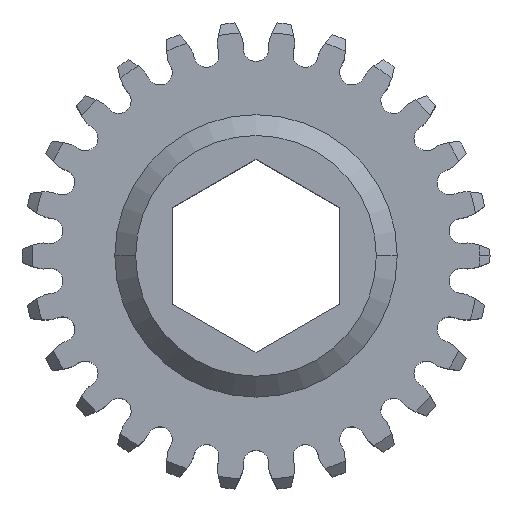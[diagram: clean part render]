
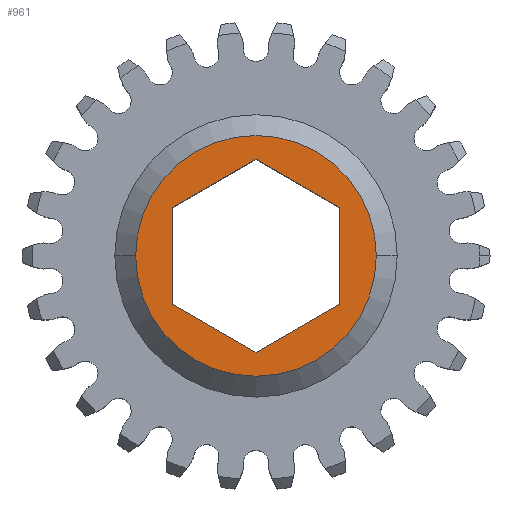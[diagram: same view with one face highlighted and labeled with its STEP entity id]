
A CAD part, top view. The second image highlights one B-rep face of the part: STEP entity #961.
In plain terms, the highlighted planar face has unit normal (0, 0, 1).
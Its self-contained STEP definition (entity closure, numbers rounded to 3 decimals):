
#67 = AXIS2_PLACEMENT_3D ( 'NONE', #4393, #2430, #393 ) ;
#224 = EDGE_LOOP ( 'NONE', ( #5653, #11091 ) ) ;
#336 = EDGE_CURVE ( 'NONE', #11571, #3757, #1394, .T. ) ;
#387 = AXIS2_PLACEMENT_3D ( 'NONE', #11539, #6601, #4682 ) ;
#391 = VERTEX_POINT ( 'NONE', #11364 ) ;
#393 = DIRECTION ( 'NONE',  ( -1., 0., 0. ) ) ;
#449 = CARTESIAN_POINT ( 'NONE',  ( 3.175, -5.499, 6.35 ) ) ;
#549 = CARTESIAN_POINT ( 'NONE',  ( 6.35, 0., 6.35 ) ) ;
#763 = CARTESIAN_POINT ( 'NONE',  ( 9.144, 0., 6.35 ) ) ;
#920 = PLANE ( 'NONE',  #6873 ) ;
#961 = ADVANCED_FACE ( 'NONE', ( #6704, #5754 ), #920, .T. ) ;
#1040 = DIRECTION ( 'NONE',  ( 1., 0., 0. ) ) ;
#1394 = LINE ( 'NONE', #449, #4825 ) ;
#2313 = EDGE_CURVE ( 'NONE', #3757, #391, #7527, .T. ) ;
#2373 = CARTESIAN_POINT ( 'NONE',  ( 0., 7.332, 6.35 ) ) ;
#2430 = DIRECTION ( 'NONE',  ( 0., 0., -1. ) ) ;
#2928 = LINE ( 'NONE', #6804, #5714 ) ;
#2984 = DIRECTION ( 'NONE',  ( -0.866, -0.5, 0. ) ) ;
#3138 = EDGE_LOOP ( 'NONE', ( #5935, #10647, #12405, #4176, #10221, #12274 ) ) ;
#3757 = VERTEX_POINT ( 'NONE', #5212 ) ;
#3844 = DIRECTION ( 'NONE',  ( 0., 0., 1. ) ) ;
#4022 = CARTESIAN_POINT ( 'NONE',  ( -9.144, 0., 6.35 ) ) ;
#4158 = EDGE_CURVE ( 'NONE', #11953, #6968, #9912, .T. ) ;
#4176 = ORIENTED_EDGE ( 'NONE', *, *, #11765, .F. ) ;
#4393 = CARTESIAN_POINT ( 'NONE',  ( 0., 0., 6.35 ) ) ;
#4682 = DIRECTION ( 'NONE',  ( -1., 0., 0. ) ) ;
#4825 = VECTOR ( 'NONE', #6426, 1000. ) ;
#5212 = CARTESIAN_POINT ( 'NONE',  ( 6.35, -3.666, 6.35 ) ) ;
#5653 = ORIENTED_EDGE ( 'NONE', *, *, #4158, .F. ) ;
#5714 = VECTOR ( 'NONE', #9017, 1000. ) ;
#5722 = EDGE_CURVE ( 'NONE', #11628, #5733, #2928, .T. ) ;
#5733 = VERTEX_POINT ( 'NONE', #5982 ) ;
#5743 = CIRCLE ( 'NONE', #67, 9.144 ) ;
#5754 = FACE_OUTER_BOUND ( 'NONE', #224, .T. ) ;
#5935 = ORIENTED_EDGE ( 'NONE', *, *, #8552, .F. ) ;
#5982 = CARTESIAN_POINT ( 'NONE',  ( -6.35, -3.666, 6.35 ) ) ;
#6426 = DIRECTION ( 'NONE',  ( 0.866, 0.5, 0. ) ) ;
#6601 = DIRECTION ( 'NONE',  ( 0., 0., -1. ) ) ;
#6608 = CARTESIAN_POINT ( 'NONE',  ( -3.175, 5.499, 6.35 ) ) ;
#6630 = DIRECTION ( 'NONE',  ( 0.866, -0.5, 0. ) ) ;
#6704 = FACE_BOUND ( 'NONE', #3138, .T. ) ;
#6795 = VERTEX_POINT ( 'NONE', #2373 ) ;
#6804 = CARTESIAN_POINT ( 'NONE',  ( -6.35, 0., 6.35 ) ) ;
#6873 = AXIS2_PLACEMENT_3D ( 'NONE', #12548, #3844, #1040 ) ;
#6968 = VERTEX_POINT ( 'NONE', #763 ) ;
#7086 = CARTESIAN_POINT ( 'NONE',  ( -6.35, 3.666, 6.35 ) ) ;
#7265 = LINE ( 'NONE', #7448, #8395 ) ;
#7448 = CARTESIAN_POINT ( 'NONE',  ( 3.175, 5.499, 6.35 ) ) ;
#7527 = LINE ( 'NONE', #549, #10742 ) ;
#7578 = LINE ( 'NONE', #9669, #11591 ) ;
#7997 = EDGE_CURVE ( 'NONE', #6795, #11628, #12383, .T. ) ;
#8028 = CARTESIAN_POINT ( 'NONE',  ( 0., -7.332, 6.35 ) ) ;
#8347 = VECTOR ( 'NONE', #2984, 1000. ) ;
#8395 = VECTOR ( 'NONE', #11322, 1000. ) ;
#8552 = EDGE_CURVE ( 'NONE', #5733, #11571, #7578, .T. ) ;
#9017 = DIRECTION ( 'NONE',  ( 0., -1., 0. ) ) ;
#9669 = CARTESIAN_POINT ( 'NONE',  ( -3.175, -5.499, 6.35 ) ) ;
#9912 = CIRCLE ( 'NONE', #387, 9.144 ) ;
#10221 = ORIENTED_EDGE ( 'NONE', *, *, #2313, .F. ) ;
#10414 = EDGE_CURVE ( 'NONE', #6968, #11953, #5743, .T. ) ;
#10647 = ORIENTED_EDGE ( 'NONE', *, *, #5722, .F. ) ;
#10742 = VECTOR ( 'NONE', #11283, 1000. ) ;
#11091 = ORIENTED_EDGE ( 'NONE', *, *, #10414, .F. ) ;
#11283 = DIRECTION ( 'NONE',  ( 0., 1., 0. ) ) ;
#11322 = DIRECTION ( 'NONE',  ( -0.866, 0.5, 0. ) ) ;
#11364 = CARTESIAN_POINT ( 'NONE',  ( 6.35, 3.666, 6.35 ) ) ;
#11539 = CARTESIAN_POINT ( 'NONE',  ( 0., 0., 6.35 ) ) ;
#11571 = VERTEX_POINT ( 'NONE', #8028 ) ;
#11591 = VECTOR ( 'NONE', #6630, 1000. ) ;
#11628 = VERTEX_POINT ( 'NONE', #7086 ) ;
#11765 = EDGE_CURVE ( 'NONE', #391, #6795, #7265, .T. ) ;
#11953 = VERTEX_POINT ( 'NONE', #4022 ) ;
#12274 = ORIENTED_EDGE ( 'NONE', *, *, #336, .F. ) ;
#12383 = LINE ( 'NONE', #6608, #8347 ) ;
#12405 = ORIENTED_EDGE ( 'NONE', *, *, #7997, .F. ) ;
#12548 = CARTESIAN_POINT ( 'NONE',  ( 0., 0., 6.35 ) ) ;
